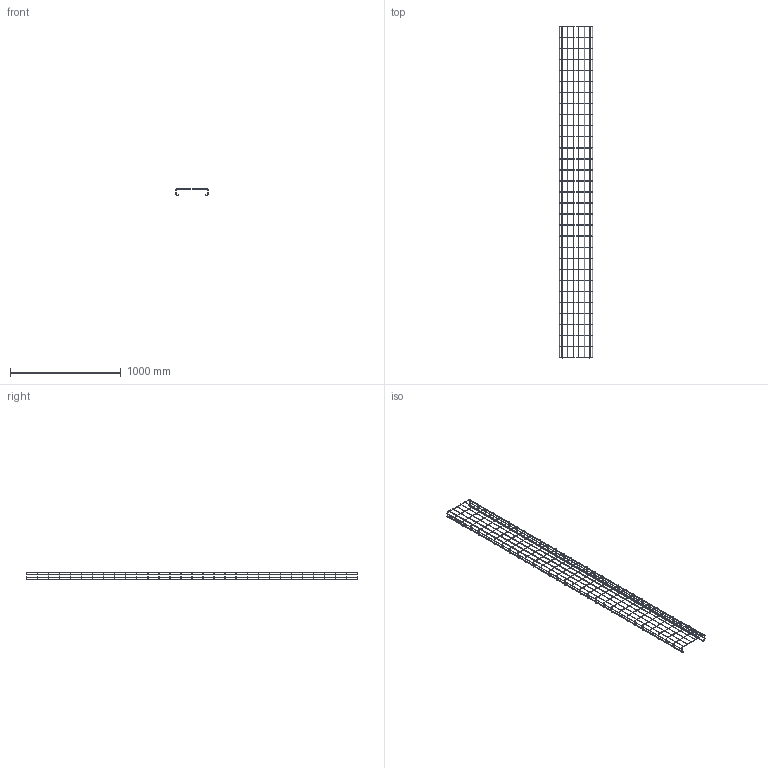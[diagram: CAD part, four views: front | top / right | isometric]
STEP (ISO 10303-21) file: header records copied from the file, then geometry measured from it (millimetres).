
FILE_DESCRIPTION((''),'2;1');
FILE_NAME('910230_PRT','2018-11-07T13:25:29',('tomasz.grudniewski'),(''),'CREO PARAMETRIC BY PTC INC, 2018260','CREO PARAMETRIC BY PTC INC, 2018260','');
FILE_SCHEMA(('CONFIG_CONTROL_DESIGN'));
Length unit declared in the file: millimetre
Products named in the file (1): 910230_PRT
Bounding box: 300 x 3004 x 69 mm (x, y, z)
Volume: 621396 mm3; surface area: 622267.8 mm2
Topology: 43 solids, 43 shells, 840 faces, 1594 edges, 840 vertices
Faces by surface type: cylinder 334, torus 248, bspline 124, plane 86, cone 48
Entity records: 34912 total; most frequent: CARTESIAN_POINT 18526, DIRECTION 3618, ORIENTED_EDGE 3188, EDGE_CURVE 1594, AXIS2_PLACEMENT_3D 1556, VERTEX_POINT 840, EDGE_LOOP 840, FACE_OUTER_BOUND 840
